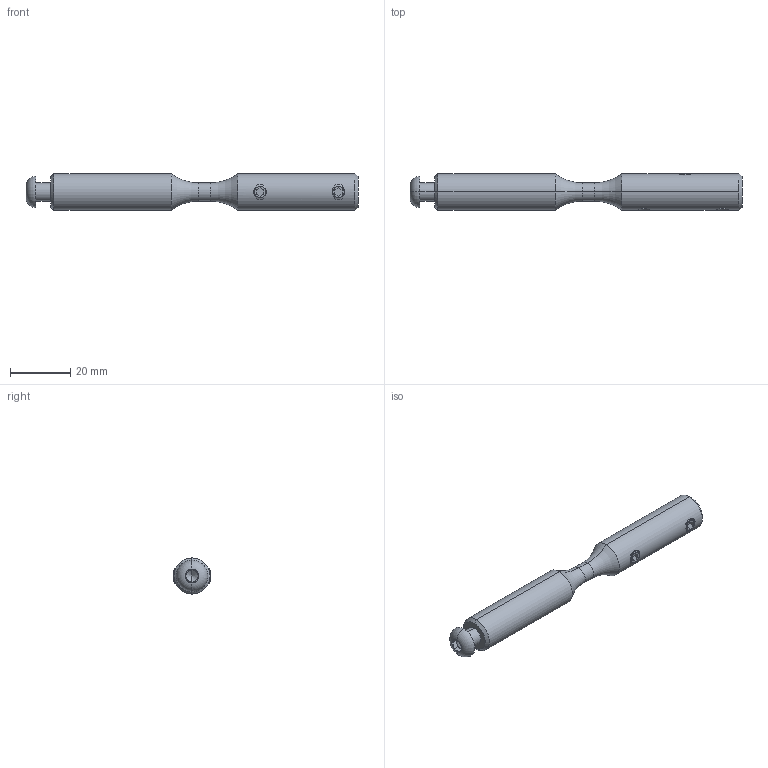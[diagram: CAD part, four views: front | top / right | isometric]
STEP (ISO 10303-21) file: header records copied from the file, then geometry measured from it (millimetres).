
FILE_DESCRIPTION (( 'STEP AP203' ), '1' );
FILE_NAME ('A5_L6-V.STEP', '2019-02-18T09:38:37', ( '' ), ( '' ), 'SwSTEP 2.0', 'SolidWorks 2013', '' );
FILE_SCHEMA (( 'CONFIG_CONTROL_DESIGN' ));
Length unit declared in the file: millimetre
Products named in the file (4): DIN 913_SKRUTKA M 5X 5; A5_L6-V; SKRUTKA stn iso 7380_M6x16; A5_L6-V.P1
Assembly tree (5 placements, depth 2):
  A5_L6-V
    A5_L6-V.P1
    DIN 913_SKRUTKA M 5X 5  x3
    SKRUTKA stn iso 7380_M6x16
Bounding box: 110.28 x 12 x 12 mm (x, y, z)
Volume: 8994.8 mm3; surface area: 5956.8 mm2
Topology: 5 solids, 5 shells, 108 faces, 242 edges, 144 vertices
Faces by surface type: plane 43, cone 35, cylinder 24, torus 6
Entity records: 2993 total; most frequent: CARTESIAN_POINT 803, DIRECTION 377, ORIENTED_EDGE 344, EDGE_CURVE 172, AXIS2_PLACEMENT_3D 150, VERTEX_POINT 104, EDGE_LOOP 88, ADVANCED_FACE 78
